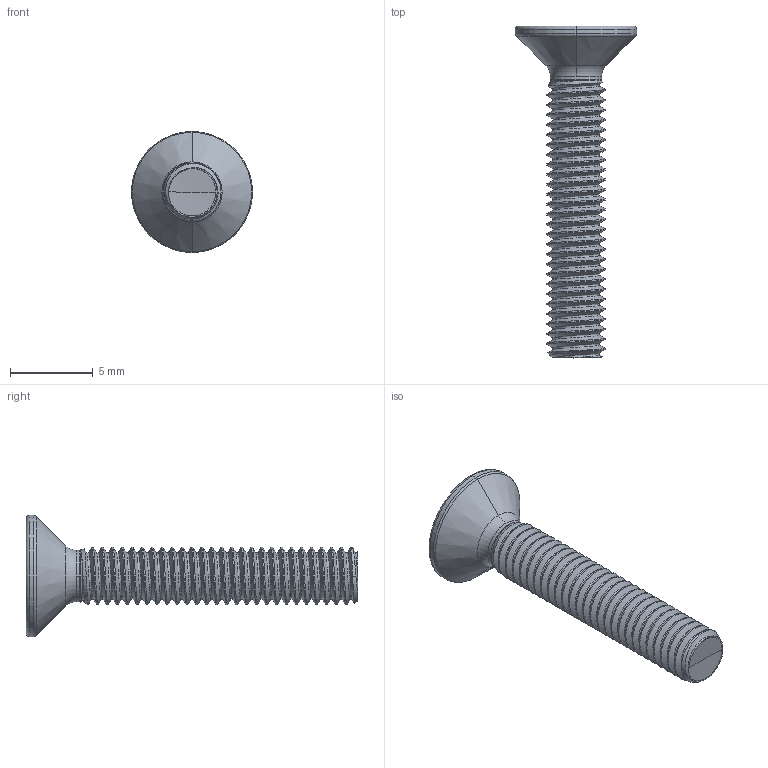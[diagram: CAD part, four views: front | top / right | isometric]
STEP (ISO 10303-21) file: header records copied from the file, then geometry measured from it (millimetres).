
FILE_DESCRIPTION (( 'STEP AP203' ), '1' );
FILE_NAME ('STM410350200.STEP', '2020-12-18T17:07:23', ( '' ), ( '' ), 'SwSTEP 2.0', 'SolidWorks 2015', '' );
FILE_SCHEMA (( 'CONFIG_CONTROL_DESIGN' ));
Length unit declared in the file: millimetre
Products named in the file (2): STM410350200
Bounding box: 7.3 x 20 x 7.3 mm (x, y, z)
Volume: 192.5 mm3; surface area: 403 mm2
Topology: 1 solids, 1 shells, 123 faces, 332 edges, 210 vertices
Faces by surface type: cylinder 77, bspline 18, cone 13, torus 11, sphere 2, plane 2
Entity records: 25635 total; most frequent: CARTESIAN_POINT 22918, ORIENTED_EDGE 660, DIRECTION 412, EDGE_CURVE 330, VERTEX_POINT 210, AXIS2_PLACEMENT_3D 162, EDGE_LOOP 124, FACE_OUTER_BOUND 123
